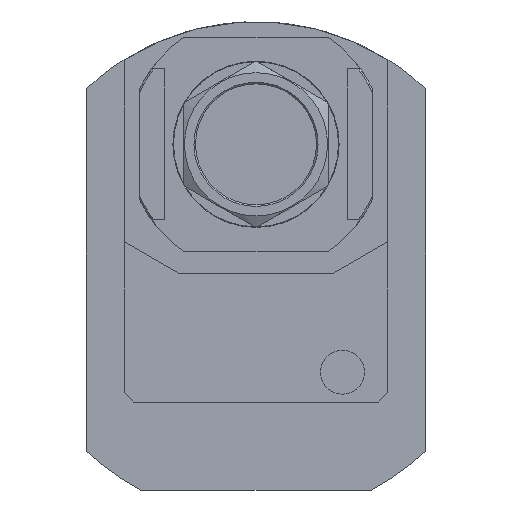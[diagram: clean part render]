
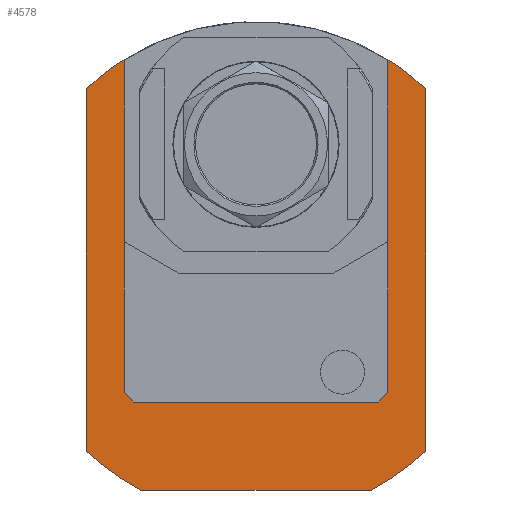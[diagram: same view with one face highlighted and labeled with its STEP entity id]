
A CAD part, left-side view. The second image highlights one B-rep face of the part: STEP entity #4578.
In plain terms, the highlighted planar face has unit normal (-1, 0, 0).
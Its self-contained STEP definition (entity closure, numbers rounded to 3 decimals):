
#882=DIRECTION('',(0.,1.,0.));
#883=VECTOR('',#882,78.);
#884=CARTESIAN_POINT('',(-31.,-39.,-37.));
#885=LINE('',#884,#883);
#886=DIRECTION('',(0.,0.707,-0.707));
#887=VECTOR('',#886,4.243);
#888=CARTESIAN_POINT('',(-31.,-42.,-34.));
#889=LINE('',#888,#887);
#890=DIRECTION('',(0.,0.,-1.));
#891=VECTOR('',#890,71.502);
#892=CARTESIAN_POINT('',(-31.,-42.,37.502));
#893=LINE('',#892,#891);
#894=CARTESIAN_POINT('',(-31.,-42.2,47.));
#895=DIRECTION('',(-1.,0.,0.));
#896=DIRECTION('',(0.,0.021,1.));
#897=AXIS2_PLACEMENT_3D('',#894,#895,#896);
#899=DIRECTION('',(0.,0.,-1.));
#900=VECTOR('',#899,15.412);
#901=CARTESIAN_POINT('',(-31.,-42.,71.91));
#902=LINE('',#901,#900);
#903=CARTESIAN_POINT('',(-31.,0.,5.));
#904=DIRECTION('',(1.,0.,0.));
#905=DIRECTION('',(0.,-0.532,0.847));
#906=AXIS2_PLACEMENT_3D('',#903,#904,#905);
#908=DIRECTION('',(0.,0.,-1.));
#909=VECTOR('',#908,115.326);
#910=CARTESIAN_POINT('',(-31.,-54.,62.663));
#911=LINE('',#910,#909);
#912=CARTESIAN_POINT('',(-31.,0.,5.));
#913=DIRECTION('',(1.,0.,0.));
#914=DIRECTION('',(0.,-0.684,-0.73));
#915=AXIS2_PLACEMENT_3D('',#912,#913,#914);
#917=DIRECTION('',(0.,1.,0.));
#918=VECTOR('',#917,73.239);
#919=CARTESIAN_POINT('',(-31.,-36.62,-65.));
#920=LINE('',#919,#918);
#921=CARTESIAN_POINT('',(-31.,0.,5.));
#922=DIRECTION('',(1.,0.,0.));
#923=DIRECTION('',(0.,0.464,-0.886));
#924=AXIS2_PLACEMENT_3D('',#921,#922,#923);
#926=DIRECTION('',(0.,0.,1.));
#927=VECTOR('',#926,115.326);
#928=CARTESIAN_POINT('',(-31.,54.,-52.663));
#929=LINE('',#928,#927);
#930=CARTESIAN_POINT('',(-31.,0.,5.));
#931=DIRECTION('',(1.,0.,0.));
#932=DIRECTION('',(0.,0.684,0.73));
#933=AXIS2_PLACEMENT_3D('',#930,#931,#932);
#935=DIRECTION('',(0.,0.,1.));
#936=VECTOR('',#935,15.412);
#937=CARTESIAN_POINT('',(-31.,42.,56.498));
#938=LINE('',#937,#936);
#939=CARTESIAN_POINT('',(-31.,42.2,47.));
#940=DIRECTION('',(1.,0.,0.));
#941=DIRECTION('',(0.,-0.021,1.));
#942=AXIS2_PLACEMENT_3D('',#939,#940,#941);
#944=DIRECTION('',(0.,0.,1.));
#945=VECTOR('',#944,71.502);
#946=CARTESIAN_POINT('',(-31.,42.,-34.));
#947=LINE('',#946,#945);
#948=DIRECTION('',(0.,0.707,0.707));
#949=VECTOR('',#948,4.243);
#950=CARTESIAN_POINT('',(-31.,39.,-37.));
#951=LINE('',#950,#949);
#2779=CARTESIAN_POINT('',(-31.,36.62,-65.));
#2780=CARTESIAN_POINT('',(-31.,54.,-52.663));
#2781=VERTEX_POINT('',#2779);
#2782=VERTEX_POINT('',#2780);
#2783=CARTESIAN_POINT('',(-31.,54.,62.663));
#2784=VERTEX_POINT('',#2783);
#2785=CARTESIAN_POINT('',(-31.,-54.,62.663));
#2786=CARTESIAN_POINT('',(-31.,-54.,-52.663));
#2787=VERTEX_POINT('',#2785);
#2788=VERTEX_POINT('',#2786);
#2789=CARTESIAN_POINT('',(-31.,-36.62,-65.));
#2790=VERTEX_POINT('',#2789);
#3061=CARTESIAN_POINT('',(-31.,-39.,-37.));
#3062=CARTESIAN_POINT('',(-31.,39.,-37.));
#3063=VERTEX_POINT('',#3061);
#3064=VERTEX_POINT('',#3062);
#3065=CARTESIAN_POINT('',(-31.,-42.,71.91));
#3066=CARTESIAN_POINT('',(-31.,-42.,56.498));
#3067=VERTEX_POINT('',#3065);
#3068=VERTEX_POINT('',#3066);
#3069=CARTESIAN_POINT('',(-31.,-42.,37.502));
#3070=CARTESIAN_POINT('',(-31.,-42.,-34.));
#3071=VERTEX_POINT('',#3069);
#3072=VERTEX_POINT('',#3070);
#3073=CARTESIAN_POINT('',(-31.,42.,-34.));
#3074=VERTEX_POINT('',#3073);
#3075=CARTESIAN_POINT('',(-31.,42.,37.502));
#3076=VERTEX_POINT('',#3075);
#3077=CARTESIAN_POINT('',(-31.,42.,56.498));
#3078=CARTESIAN_POINT('',(-31.,42.,71.91));
#3079=VERTEX_POINT('',#3077);
#3080=VERTEX_POINT('',#3078);
#4541=CARTESIAN_POINT('',(-31.,0.,0.));
#4542=DIRECTION('',(-1.,0.,0.));
#4543=DIRECTION('',(0.,0.,1.));
#4544=AXIS2_PLACEMENT_3D('',#4541,#4542,#4543);
#4545=PLANE('',#4544);
#4547=ORIENTED_EDGE('',*,*,#4546,.F.);
#4549=ORIENTED_EDGE('',*,*,#4548,.F.);
#4550=ORIENTED_EDGE('',*,*,#4478,.F.);
#4552=ORIENTED_EDGE('',*,*,#4551,.F.);
#4553=ORIENTED_EDGE('',*,*,#4466,.F.);
#4555=ORIENTED_EDGE('',*,*,#4554,.T.);
#4557=ORIENTED_EDGE('',*,*,#4556,.T.);
#4559=ORIENTED_EDGE('',*,*,#4558,.T.);
#4561=ORIENTED_EDGE('',*,*,#4560,.T.);
#4563=ORIENTED_EDGE('',*,*,#4562,.T.);
#4565=ORIENTED_EDGE('',*,*,#4564,.T.);
#4567=ORIENTED_EDGE('',*,*,#4566,.T.);
#4569=ORIENTED_EDGE('',*,*,#4568,.F.);
#4571=ORIENTED_EDGE('',*,*,#4570,.T.);
#4573=ORIENTED_EDGE('',*,*,#4572,.F.);
#4575=ORIENTED_EDGE('',*,*,#4574,.F.);
#4576=EDGE_LOOP('',(#4547,#4549,#4550,#4552,#4553,#4555,#4557,#4559,#4561,#4563,
#4565,#4567,#4569,#4571,#4573,#4575));
#4577=FACE_OUTER_BOUND('',#4576,.F.);
#4578=ADVANCED_FACE('',(#4577),#4545,.T.);
#898=CIRCLE('',#897,9.5);
#907=CIRCLE('',#906,79.);
#916=CIRCLE('',#915,79.);
#925=CIRCLE('',#924,79.);
#934=CIRCLE('',#933,79.);
#943=CIRCLE('',#942,9.5);
#4466=EDGE_CURVE('',#3067,#3068,#902,.T.);
#4478=EDGE_CURVE('',#3071,#3072,#893,.T.);
#4546=EDGE_CURVE('',#3063,#3064,#885,.T.);
#4548=EDGE_CURVE('',#3072,#3063,#889,.T.);
#4551=EDGE_CURVE('',#3068,#3071,#898,.T.);
#4554=EDGE_CURVE('',#3067,#2787,#907,.T.);
#4556=EDGE_CURVE('',#2787,#2788,#911,.T.);
#4558=EDGE_CURVE('',#2788,#2790,#916,.T.);
#4560=EDGE_CURVE('',#2790,#2781,#920,.T.);
#4562=EDGE_CURVE('',#2781,#2782,#925,.T.);
#4564=EDGE_CURVE('',#2782,#2784,#929,.T.);
#4566=EDGE_CURVE('',#2784,#3080,#934,.T.);
#4568=EDGE_CURVE('',#3079,#3080,#938,.T.);
#4570=EDGE_CURVE('',#3079,#3076,#943,.T.);
#4572=EDGE_CURVE('',#3074,#3076,#947,.T.);
#4574=EDGE_CURVE('',#3064,#3074,#951,.T.);
